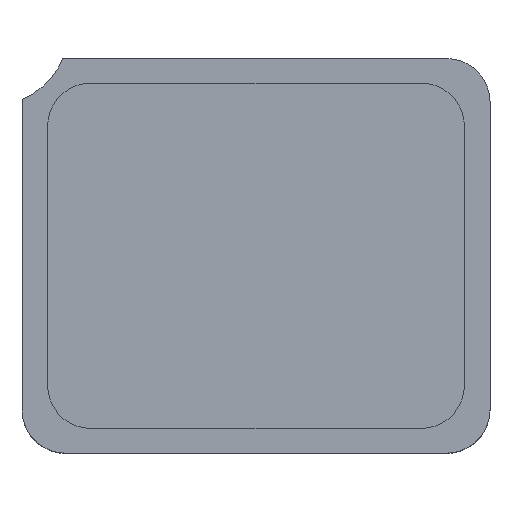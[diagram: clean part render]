
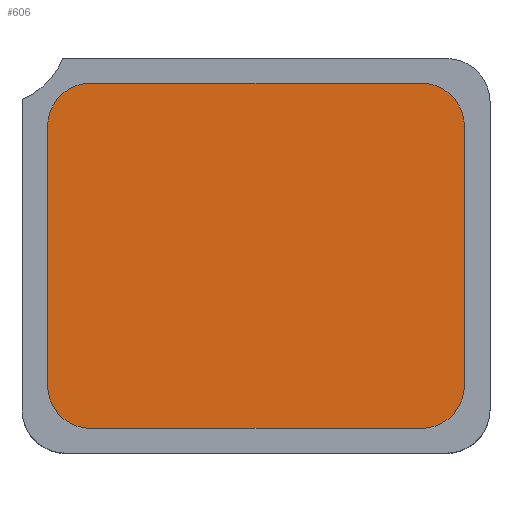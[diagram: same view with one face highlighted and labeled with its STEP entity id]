
A CAD part, top view. The second image highlights one B-rep face of the part: STEP entity #606.
In plain terms, the highlighted planar face has unit normal (0, 0, 1).
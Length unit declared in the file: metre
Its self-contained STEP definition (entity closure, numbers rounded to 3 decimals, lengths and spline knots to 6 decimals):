
#266 = EDGE_CURVE( '', #710, #711, #712, .T. );
#338 = EDGE_CURVE( '', #808, #790, #824, .T. );
#390 = EDGE_CURVE( '', #710, #898, #899, .T. );
#448 = EDGE_CURVE( '', #688, #898, #978, .T. );
#520 = EDGE_CURVE( '', #808, #711, #1072, .T. );
#544 = EDGE_CURVE( '', #924, #790, #1100, .T. );
#552 = EDGE_CURVE( '', #924, #842, #1108, .T. );
#586 = EDGE_CURVE( '', #688, #842, #1148, .T. );
#606 = ADVANCED_FACE( '', ( #1171 ), #1172, .T. );
#688 = VERTEX_POINT( '', #1261 );
#710 = VERTEX_POINT( '', #1294 );
#711 = VERTEX_POINT( '', #1295 );
#712 = LINE( '', #1296, #1297 );
#790 = VERTEX_POINT( '', #1403 );
#808 = VERTEX_POINT( '', #1428 );
#824 = LINE( '', #1456, #1457 );
#842 = VERTEX_POINT( '', #1485 );
#898 = VERTEX_POINT( '', #1568 );
#899 = CIRCLE( '', #1569, 0.0003 );
#924 = VERTEX_POINT( '', #1605 );
#978 = LINE( '', #1683, #1684 );
#1072 = CIRCLE( '', #1823, 0.0003 );
#1100 = CIRCLE( '', #1864, 0.0003 );
#1108 = LINE( '', #1878, #1879 );
#1148 = CIRCLE( '', #1939, 0.0003 );
#1171 = FACE_OUTER_BOUND( '', #1974, .T. );
#1172 = PLANE( '', #1975 );
#1261 = CARTESIAN_POINT( '', ( -0.00145, 0.000903, 0.00142 ) );
#1294 = CARTESIAN_POINT( '', ( -0.00115, -0.001194, 0.00142 ) );
#1295 = CARTESIAN_POINT( '', ( 0.001145, -0.001194, 0.00142 ) );
#1296 = CARTESIAN_POINT( '', ( -0.00145, -0.001194, 0.00142 ) );
#1297 = VECTOR( '', #2051, 1. );
#1403 = CARTESIAN_POINT( '', ( 0.001445, 0.000903, 0.00142 ) );
#1428 = CARTESIAN_POINT( '', ( 0.001445, -0.000894, 0.00142 ) );
#1456 = CARTESIAN_POINT( '', ( 0.001445, -0.001194, 0.00142 ) );
#1457 = VECTOR( '', #2170, 1. );
#1485 = CARTESIAN_POINT( '', ( -0.00115, 0.001203, 0.00142 ) );
#1568 = CARTESIAN_POINT( '', ( -0.00145, -0.000894, 0.00142 ) );
#1569 = AXIS2_PLACEMENT_3D( '', #2249, #2250, #2251 );
#1605 = CARTESIAN_POINT( '', ( 0.001145, 0.001203, 0.00142 ) );
#1683 = CARTESIAN_POINT( '', ( -0.00145, 0.001203, 0.00142 ) );
#1684 = VECTOR( '', #2367, 1. );
#1823 = AXIS2_PLACEMENT_3D( '', #2495, #2496, #2497 );
#1864 = AXIS2_PLACEMENT_3D( '', #2545, #2546, #2547 );
#1878 = CARTESIAN_POINT( '', ( 0.001445, 0.001203, 0.00142 ) );
#1879 = VECTOR( '', #2553, 1. );
#1939 = AXIS2_PLACEMENT_3D( '', #2616, #2617, #2618 );
#1974 = EDGE_LOOP( '', ( #2654, #2655, #2656, #2657, #2658, #2659, #2660, #2661 ) );
#1975 = AXIS2_PLACEMENT_3D( '', #2662, #2663, #2664 );
#2051 = DIRECTION( '', ( 1., 0., 0. ) );
#2170 = DIRECTION( '', ( 0., 1., 0. ) );
#2249 = CARTESIAN_POINT( '', ( -0.00115, -0.000894, 0.00142 ) );
#2250 = DIRECTION( '', ( 0., 0., -1. ) );
#2251 = DIRECTION( '', ( -0.707, -0.707, 0. ) );
#2367 = DIRECTION( '', ( 0., -1., 0. ) );
#2495 = CARTESIAN_POINT( '', ( 0.001145, -0.000894, 0.00142 ) );
#2496 = DIRECTION( '', ( 0., 0., -1. ) );
#2497 = DIRECTION( '', ( 0.707, -0.707, 0. ) );
#2545 = CARTESIAN_POINT( '', ( 0.001145, 0.000903, 0.00142 ) );
#2546 = DIRECTION( '', ( 0., 0., -1. ) );
#2547 = DIRECTION( '', ( 0.707, 0.707, 0. ) );
#2553 = DIRECTION( '', ( -1., 0., 0. ) );
#2616 = CARTESIAN_POINT( '', ( -0.00115, 0.000903, 0.00142 ) );
#2617 = DIRECTION( '', ( 0., 0., -1. ) );
#2618 = DIRECTION( '', ( -0.707, 0.707, 0. ) );
#2654 = ORIENTED_EDGE( '', *, *, #520, .F. );
#2655 = ORIENTED_EDGE( '', *, *, #338, .T. );
#2656 = ORIENTED_EDGE( '', *, *, #544, .F. );
#2657 = ORIENTED_EDGE( '', *, *, #552, .T. );
#2658 = ORIENTED_EDGE( '', *, *, #586, .F. );
#2659 = ORIENTED_EDGE( '', *, *, #448, .T. );
#2660 = ORIENTED_EDGE( '', *, *, #390, .F. );
#2661 = ORIENTED_EDGE( '', *, *, #266, .T. );
#2662 = CARTESIAN_POINT( '', ( -0.000003, 0.000005, 0.00142 ) );
#2663 = DIRECTION( '', ( 0., 0., 1. ) );
#2664 = DIRECTION( '', ( 1., 0., 0. ) );
